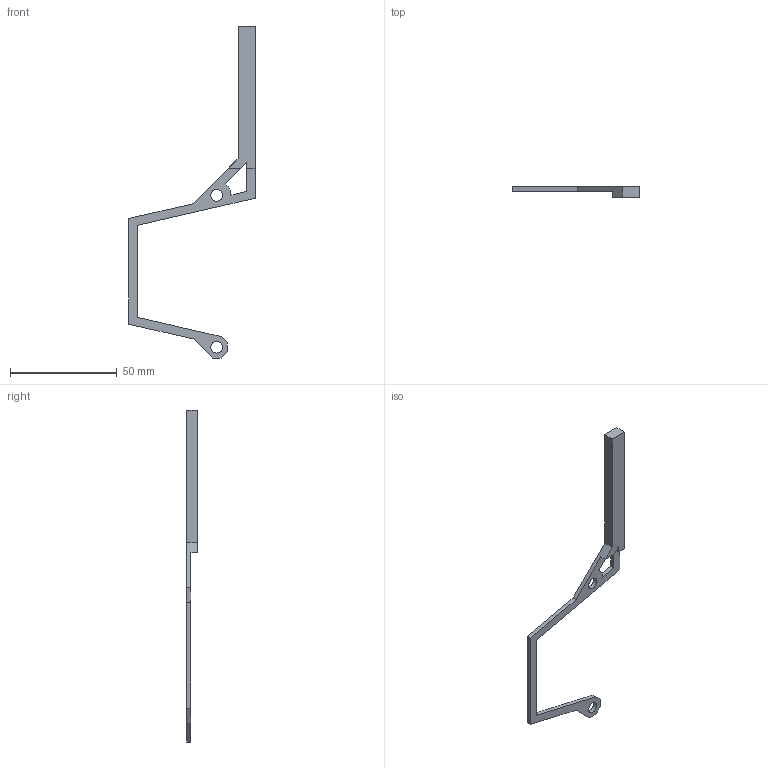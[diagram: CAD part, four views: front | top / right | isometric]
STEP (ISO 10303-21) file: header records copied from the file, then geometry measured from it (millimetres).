
FILE_DESCRIPTION(/* description */ (''),/* implementation_level */ '2;1');
FILE_NAME(/* name */ 'Ender 3 z limit swtch extension v5.step',/* time_stamp */ '2025-05-03T23:24:12+02:00',/* author */ (''),/* organization */ (''),/* preprocessor_version */ 'ST-DEVELOPER v20.1',/* originating_system */ 'Autodesk Translation Framework v14.4.0.0',/* authorisation */ '');
FILE_SCHEMA (('AUTOMOTIVE_DESIGN { 1 0 10303 214 3 1 1 }'));
Length unit declared in the file: millimetre
Products named in the file (1): Ender 3 z limit swtch extension
Bounding box: 59 x 5 x 155.15 mm (x, y, z)
Volume: 4258.3 mm3; surface area: 4190.1 mm2
Topology: 1 solids, 1 shells, 26 faces, 75 edges, 50 vertices
Faces by surface type: plane 23, cylinder 3
Full cylindrical faces by diameter (mm): 5.4 x2
Entity records: 890 total; most frequent: CARTESIAN_POINT 152, ORIENTED_EDGE 150, DIRECTION 135, EDGE_CURVE 75, LINE 69, VECTOR 69, VERTEX_POINT 50, AXIS2_PLACEMENT_3D 33
